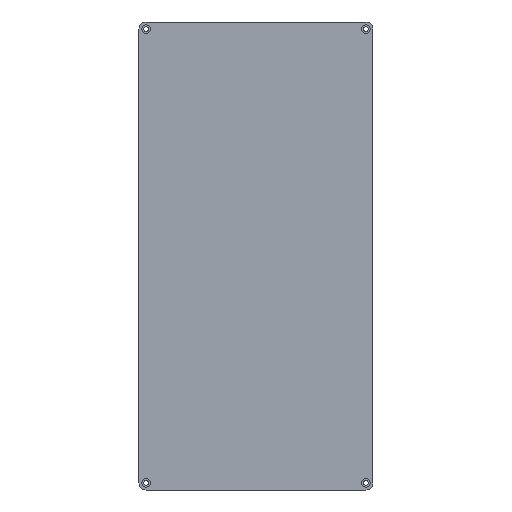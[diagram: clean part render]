
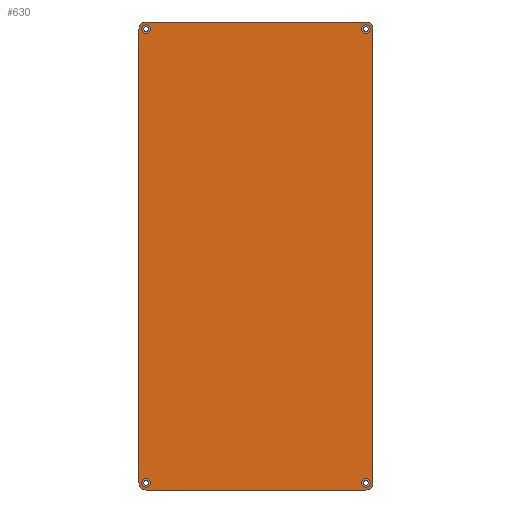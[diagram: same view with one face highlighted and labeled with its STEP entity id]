
A CAD part, front view. The second image highlights one B-rep face of the part: STEP entity #630.
In plain terms, the highlighted planar face has unit normal (0, -1, 0).
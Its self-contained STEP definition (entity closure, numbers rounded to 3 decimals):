
#19=FACE_BOUND('',#121,.T.);
#20=FACE_BOUND('',#122,.T.);
#21=FACE_BOUND('',#123,.T.);
#22=FACE_BOUND('',#124,.T.);
#44=PLANE('',#706);
#78=FACE_OUTER_BOUND('',#120,.T.);
#120=EDGE_LOOP('',(#545,#546,#547,#548,#549,#550,#551,#552));
#121=EDGE_LOOP('',(#553));
#122=EDGE_LOOP('',(#554));
#123=EDGE_LOOP('',(#555));
#124=EDGE_LOOP('',(#556));
#159=LINE('',#971,#211);
#168=LINE('',#991,#220);
#170=LINE('',#997,#222);
#192=LINE('',#1066,#244);
#211=VECTOR('',#767,10.);
#220=VECTOR('',#786,10.);
#222=VECTOR('',#794,10.);
#244=VECTOR('',#874,10.);
#250=CIRCLE('',#659,5.);
#258=CIRCLE('',#670,5.);
#259=CIRCLE('',#672,5.);
#260=CIRCLE('',#675,5.);
#262=CIRCLE('',#686,3.);
#265=CIRCLE('',#691,3.);
#268=CIRCLE('',#696,3.);
#271=CIRCLE('',#701,3.);
#283=VERTEX_POINT('',#926);
#284=VERTEX_POINT('',#928);
#303=VERTEX_POINT('',#970);
#306=VERTEX_POINT('',#979);
#307=VERTEX_POINT('',#983);
#308=VERTEX_POINT('',#985);
#309=VERTEX_POINT('',#989);
#310=VERTEX_POINT('',#993);
#318=VERTEX_POINT('',#1027);
#321=VERTEX_POINT('',#1037);
#324=VERTEX_POINT('',#1047);
#327=VERTEX_POINT('',#1057);
#339=EDGE_CURVE('',#283,#284,#250,.T.);
#360=EDGE_CURVE('',#284,#303,#159,.T.);
#365=EDGE_CURVE('',#303,#306,#258,.T.);
#368=EDGE_CURVE('',#307,#308,#259,.T.);
#371=EDGE_CURVE('',#309,#307,#168,.T.);
#373=EDGE_CURVE('',#310,#309,#260,.T.);
#374=EDGE_CURVE('',#306,#310,#170,.T.);
#390=EDGE_CURVE('',#318,#318,#262,.T.);
#395=EDGE_CURVE('',#321,#321,#265,.T.);
#400=EDGE_CURVE('',#324,#324,#268,.T.);
#405=EDGE_CURVE('',#327,#327,#271,.T.);
#408=EDGE_CURVE('',#308,#283,#192,.T.);
#545=ORIENTED_EDGE('',*,*,#339,.F.);
#546=ORIENTED_EDGE('',*,*,#408,.F.);
#547=ORIENTED_EDGE('',*,*,#368,.F.);
#548=ORIENTED_EDGE('',*,*,#371,.F.);
#549=ORIENTED_EDGE('',*,*,#373,.F.);
#550=ORIENTED_EDGE('',*,*,#374,.F.);
#551=ORIENTED_EDGE('',*,*,#365,.F.);
#552=ORIENTED_EDGE('',*,*,#360,.F.);
#553=ORIENTED_EDGE('',*,*,#400,.F.);
#554=ORIENTED_EDGE('',*,*,#390,.F.);
#555=ORIENTED_EDGE('',*,*,#405,.F.);
#556=ORIENTED_EDGE('',*,*,#395,.F.);
#630=ADVANCED_FACE('',(#78,#19,#20,#21,#22),#44,.F.);
#659=AXIS2_PLACEMENT_3D('',#929,#734,#735);
#670=AXIS2_PLACEMENT_3D('',#980,#774,#775);
#672=AXIS2_PLACEMENT_3D('',#986,#780,#781);
#675=AXIS2_PLACEMENT_3D('',#995,#790,#791);
#686=AXIS2_PLACEMENT_3D('',#1029,#827,#828);
#691=AXIS2_PLACEMENT_3D('',#1039,#839,#840);
#696=AXIS2_PLACEMENT_3D('',#1049,#851,#852);
#701=AXIS2_PLACEMENT_3D('',#1059,#863,#864);
#706=AXIS2_PLACEMENT_3D('',#1067,#875,#876);
#734=DIRECTION('center_axis',(0.,1.,0.));
#735=DIRECTION('ref_axis',(0.707,0.,-0.707));
#767=DIRECTION('',(-1.,0.,0.));
#774=DIRECTION('center_axis',(0.,1.,0.));
#775=DIRECTION('ref_axis',(-0.707,0.,-0.707));
#780=DIRECTION('center_axis',(0.,1.,0.));
#781=DIRECTION('ref_axis',(0.707,0.,0.707));
#786=DIRECTION('',(1.,0.,0.));
#790=DIRECTION('center_axis',(0.,1.,0.));
#791=DIRECTION('ref_axis',(-0.707,0.,0.707));
#794=DIRECTION('',(0.,0.,1.));
#827=DIRECTION('center_axis',(0.,-1.,0.));
#828=DIRECTION('ref_axis',(1.,0.,0.));
#839=DIRECTION('center_axis',(0.,-1.,0.));
#840=DIRECTION('ref_axis',(1.,0.,0.));
#851=DIRECTION('center_axis',(0.,-1.,0.));
#852=DIRECTION('ref_axis',(1.,0.,0.));
#863=DIRECTION('center_axis',(0.,-1.,0.));
#864=DIRECTION('ref_axis',(1.,0.,0.));
#874=DIRECTION('',(0.,0.,-1.));
#875=DIRECTION('center_axis',(0.,1.,0.));
#876=DIRECTION('ref_axis',(1.,0.,0.));
#926=CARTESIAN_POINT('',(165.,0.,-315.));
#928=CARTESIAN_POINT('',(160.,0.,-320.));
#929=CARTESIAN_POINT('Origin',(160.,0.,-315.));
#970=CARTESIAN_POINT('',(5.,0.,-320.));
#971=CARTESIAN_POINT('',(165.,0.,-320.));
#979=CARTESIAN_POINT('',(0.,0.,-315.));
#980=CARTESIAN_POINT('Origin',(5.,0.,-315.));
#983=CARTESIAN_POINT('',(160.,0.,10.));
#985=CARTESIAN_POINT('',(165.,0.,5.));
#986=CARTESIAN_POINT('Origin',(160.,0.,5.));
#989=CARTESIAN_POINT('',(5.,0.,10.));
#991=CARTESIAN_POINT('',(0.,0.,10.));
#993=CARTESIAN_POINT('',(0.,0.,5.));
#995=CARTESIAN_POINT('Origin',(5.,0.,5.));
#997=CARTESIAN_POINT('',(0.,0.,-320.));
#1027=CARTESIAN_POINT('',(2.,0.,5.));
#1029=CARTESIAN_POINT('Origin',(5.,0.,5.));
#1037=CARTESIAN_POINT('',(2.,0.,-315.));
#1039=CARTESIAN_POINT('Origin',(5.,0.,-315.));
#1047=CARTESIAN_POINT('',(157.,0.,5.));
#1049=CARTESIAN_POINT('Origin',(160.,0.,5.));
#1057=CARTESIAN_POINT('',(157.,0.,-315.));
#1059=CARTESIAN_POINT('Origin',(160.,0.,-315.));
#1066=CARTESIAN_POINT('',(165.,0.,10.));
#1067=CARTESIAN_POINT('Origin',(82.5,0.,-155.));
